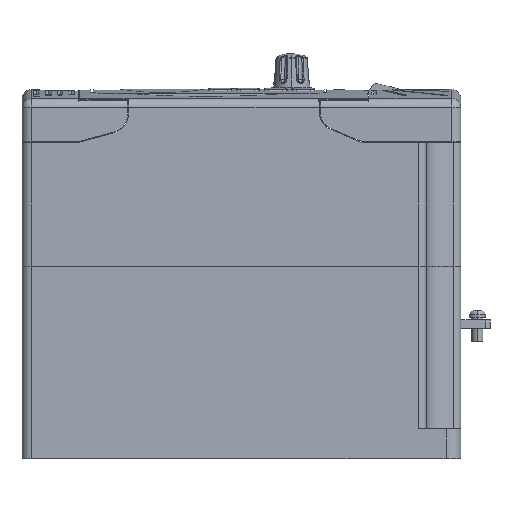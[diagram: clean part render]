
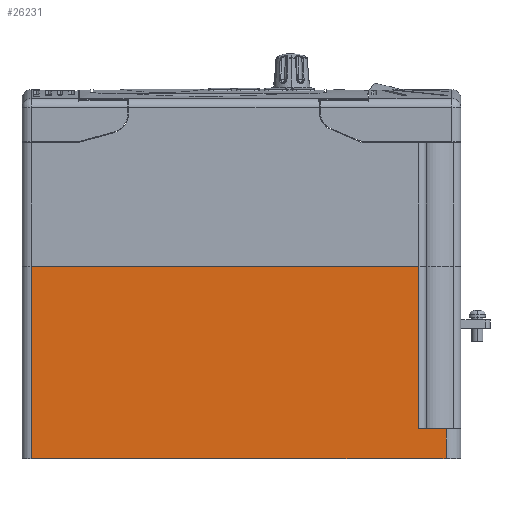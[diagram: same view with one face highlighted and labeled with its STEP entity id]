
A CAD part, left-side view. The second image highlights one B-rep face of the part: STEP entity #26231.
In plain terms, the highlighted planar face has unit normal (-1, 0, 0).
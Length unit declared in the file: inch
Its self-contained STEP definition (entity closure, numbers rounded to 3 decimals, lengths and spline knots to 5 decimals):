
#281 = VECTOR ( 'NONE', #21307, 39.37008 ) ;
#877 = VERTEX_POINT ( 'NONE', #4872 ) ;
#1549 = CARTESIAN_POINT ( 'NONE',  ( -1.97, 2.975, -3.00547 ) ) ;
#1634 = ORIENTED_EDGE ( 'NONE', *, *, #15069, .T. ) ;
#1822 = LINE ( 'NONE', #12824, #17437 ) ;
#1982 = EDGE_CURVE ( 'NONE', #5549, #19759, #14538, .T. ) ;
#2094 = ORIENTED_EDGE ( 'NONE', *, *, #32572, .F. ) ;
#2197 = DIRECTION ( 'NONE',  ( 0., 0., 1. ) ) ;
#3273 = ORIENTED_EDGE ( 'NONE', *, *, #24590, .T. ) ;
#3288 = EDGE_CURVE ( 'NONE', #7088, #27707, #8063, .T. ) ;
#3313 = ORIENTED_EDGE ( 'NONE', *, *, #14914, .F. ) ;
#3757 = CARTESIAN_POINT ( 'NONE',  ( -1.97, -2.775, -3.00547 ) ) ;
#3994 = CARTESIAN_POINT ( 'NONE',  ( -1.97, -2.405, -0.4 ) ) ;
#4204 = CARTESIAN_POINT ( 'NONE',  ( -1.97, 2.85, -3.00547 ) ) ;
#4872 = CARTESIAN_POINT ( 'NONE',  ( -1.97, 2.85, -0.4 ) ) ;
#5549 = VERTEX_POINT ( 'NONE', #6754 ) ;
#6754 = CARTESIAN_POINT ( 'NONE',  ( -1.97, -2.505, -3.00547 ) ) ;
#7023 = PLANE ( 'NONE',  #31589 ) ;
#7088 = VERTEX_POINT ( 'NONE', #37536 ) ;
#8063 = LINE ( 'NONE', #3757, #281 ) ;
#8152 = EDGE_CURVE ( 'NONE', #7088, #19759, #37548, .T. ) ;
#8504 = ORIENTED_EDGE ( 'NONE', *, *, #1982, .T. ) ;
#8810 = ORIENTED_EDGE ( 'NONE', *, *, #31912, .T. ) ;
#9362 = CARTESIAN_POINT ( 'NONE',  ( -1.97, 2.975, -3.00447 ) ) ;
#9881 = CARTESIAN_POINT ( 'NONE',  ( -1.97, -2.405, -2.6 ) ) ;
#10481 = VERTEX_POINT ( 'NONE', #3994 ) ;
#10563 = DIRECTION ( 'NONE',  ( 0., -1., 0. ) ) ;
#11072 = VERTEX_POINT ( 'NONE', #4204 ) ;
#12266 = FACE_OUTER_BOUND ( 'NONE', #34890, .T. ) ;
#12824 = CARTESIAN_POINT ( 'NONE',  ( -1.97, 2.975, -0.4 ) ) ;
#13038 = CARTESIAN_POINT ( 'NONE',  ( -1.97, 2.975, -3.00547 ) ) ;
#14538 = LINE ( 'NONE', #21605, #36919 ) ;
#14914 = EDGE_CURVE ( 'NONE', #877, #10481, #1822, .T. ) ;
#15069 = EDGE_CURVE ( 'NONE', #34400, #10481, #23804, .T. ) ;
#15536 = ORIENTED_EDGE ( 'NONE', *, *, #3288, .T. ) ;
#15993 = DIRECTION ( 'NONE',  ( 0., 0., -1. ) ) ;
#16019 = VECTOR ( 'NONE', #2197, 39.37008 ) ;
#16599 = VECTOR ( 'NONE', #10563, 39.37008 ) ;
#16802 = CARTESIAN_POINT ( 'NONE',  ( -1.97, -2.405, 1.29 ) ) ;
#17437 = VECTOR ( 'NONE', #33360, 39.37008 ) ;
#19759 = VERTEX_POINT ( 'NONE', #25367 ) ;
#21307 = DIRECTION ( 'NONE',  ( 0., 0., 1. ) ) ;
#21605 = CARTESIAN_POINT ( 'NONE',  ( -1.97, -2.505, -3.00547 ) ) ;
#21718 = DIRECTION ( 'NONE',  ( 0., 0., 1. ) ) ;
#21916 = ORIENTED_EDGE ( 'NONE', *, *, #8152, .F. ) ;
#22008 = DIRECTION ( 'NONE',  ( 0., -1., 0. ) ) ;
#23804 = LINE ( 'NONE', #16802, #16019 ) ;
#23809 = CARTESIAN_POINT ( 'NONE',  ( -1.97, 2.85, -3.00547 ) ) ;
#24011 = LINE ( 'NONE', #1549, #37720 ) ;
#24069 = DIRECTION ( 'NONE',  ( 0., 1., 0. ) ) ;
#24381 = LINE ( 'NONE', #36670, #16599 ) ;
#24590 = EDGE_CURVE ( 'NONE', #877, #11072, #28869, .T. ) ;
#25367 = CARTESIAN_POINT ( 'NONE',  ( -1.97, -2.505, -3.00447 ) ) ;
#26231 = ADVANCED_FACE ( 'NONE', ( #12266 ), #7023, .F. ) ;
#26764 = CARTESIAN_POINT ( 'NONE',  ( -1.97, -2.775, -2.6 ) ) ;
#27707 = VERTEX_POINT ( 'NONE', #26764 ) ;
#27960 = VECTOR ( 'NONE', #32556, 39.37008 ) ;
#28869 = LINE ( 'NONE', #23809, #27960 ) ;
#29791 = VECTOR ( 'NONE', #24069, 39.37008 ) ;
#31589 = AXIS2_PLACEMENT_3D ( 'NONE', #13038, #33554, #15993 ) ;
#31912 = EDGE_CURVE ( 'NONE', #11072, #5549, #24011, .T. ) ;
#32556 = DIRECTION ( 'NONE',  ( 0., 0., -1. ) ) ;
#32572 = EDGE_CURVE ( 'NONE', #34400, #27707, #24381, .T. ) ;
#33360 = DIRECTION ( 'NONE',  ( 0., -1., 0. ) ) ;
#33554 = DIRECTION ( 'NONE',  ( 1., 0., 0. ) ) ;
#34400 = VERTEX_POINT ( 'NONE', #9881 ) ;
#34890 = EDGE_LOOP ( 'NONE', ( #8810, #8504, #21916, #15536, #2094, #1634, #3313, #3273 ) ) ;
#36670 = CARTESIAN_POINT ( 'NONE',  ( -1.97, 2.975, -2.6 ) ) ;
#36919 = VECTOR ( 'NONE', #21718, 39.37008 ) ;
#37536 = CARTESIAN_POINT ( 'NONE',  ( -1.97, -2.775, -3.00447 ) ) ;
#37548 = LINE ( 'NONE', #9362, #29791 ) ;
#37720 = VECTOR ( 'NONE', #22008, 39.37008 ) ;
